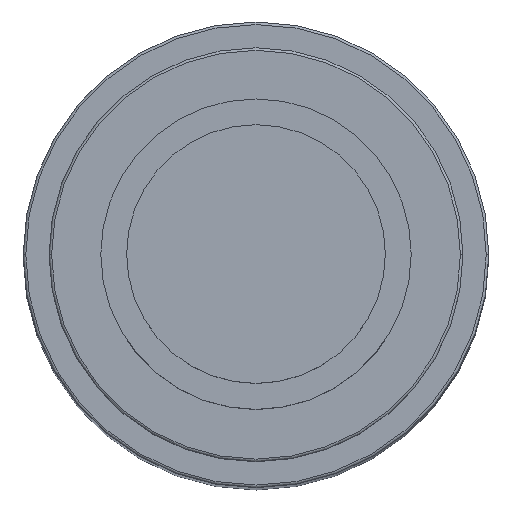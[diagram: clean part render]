
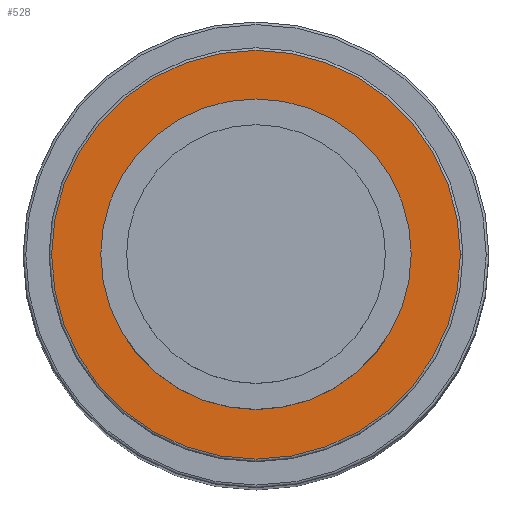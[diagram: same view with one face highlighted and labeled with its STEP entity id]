
A CAD part, top view. The second image highlights one B-rep face of the part: STEP entity #528.
In plain terms, the highlighted planar face has unit normal (0, 0, 1).
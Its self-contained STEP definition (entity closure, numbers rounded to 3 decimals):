
#154=CARTESIAN_POINT('',(0.,0.,54.));
#155=DIRECTION('',(0.,0.,1.));
#156=DIRECTION('',(1.,0.,0.));
#157=AXIS2_PLACEMENT_3D('',#154,#155,#156);
#159=CARTESIAN_POINT('',(0.,0.,54.));
#160=DIRECTION('',(0.,0.,1.));
#161=DIRECTION('',(-1.,0.,0.));
#162=AXIS2_PLACEMENT_3D('',#159,#160,#161);
#164=CARTESIAN_POINT('',(0.,0.,54.));
#165=DIRECTION('',(0.,0.,1.));
#166=DIRECTION('',(-1.,0.,0.));
#167=AXIS2_PLACEMENT_3D('',#164,#165,#166);
#169=CARTESIAN_POINT('',(0.,0.,54.));
#170=DIRECTION('',(0.,0.,1.));
#171=DIRECTION('',(1.,0.,0.));
#172=AXIS2_PLACEMENT_3D('',#169,#170,#171);
#271=CARTESIAN_POINT('',(5.,0.,54.));
#272=CARTESIAN_POINT('',(-5.,0.,54.));
#273=VERTEX_POINT('',#271);
#274=VERTEX_POINT('',#272);
#311=CARTESIAN_POINT('',(-7.9,0.,54.));
#312=CARTESIAN_POINT('',(7.9,0.,54.));
#313=VERTEX_POINT('',#311);
#314=VERTEX_POINT('',#312);
#512=CARTESIAN_POINT('',(0.,0.,54.));
#513=DIRECTION('',(0.,0.,1.));
#514=DIRECTION('',(1.,0.,0.));
#515=AXIS2_PLACEMENT_3D('',#512,#513,#514);
#516=PLANE('',#515);
#518=ORIENTED_EDGE('',*,*,#517,.F.);
#519=ORIENTED_EDGE('',*,*,#495,.F.);
#520=EDGE_LOOP('',(#518,#519));
#521=FACE_OUTER_BOUND('',#520,.F.);
#523=ORIENTED_EDGE('',*,*,#522,.T.);
#525=ORIENTED_EDGE('',*,*,#524,.T.);
#526=EDGE_LOOP('',(#523,#525));
#527=FACE_BOUND('',#526,.F.);
#528=ADVANCED_FACE('',(#521,#527),#516,.T.);
#158=CIRCLE('',#157,5.);
#163=CIRCLE('',#162,5.);
#168=CIRCLE('',#167,7.9);
#173=CIRCLE('',#172,7.9);
#495=EDGE_CURVE('',#314,#313,#173,.T.);
#517=EDGE_CURVE('',#313,#314,#168,.T.);
#522=EDGE_CURVE('',#273,#274,#158,.T.);
#524=EDGE_CURVE('',#274,#273,#163,.T.);
